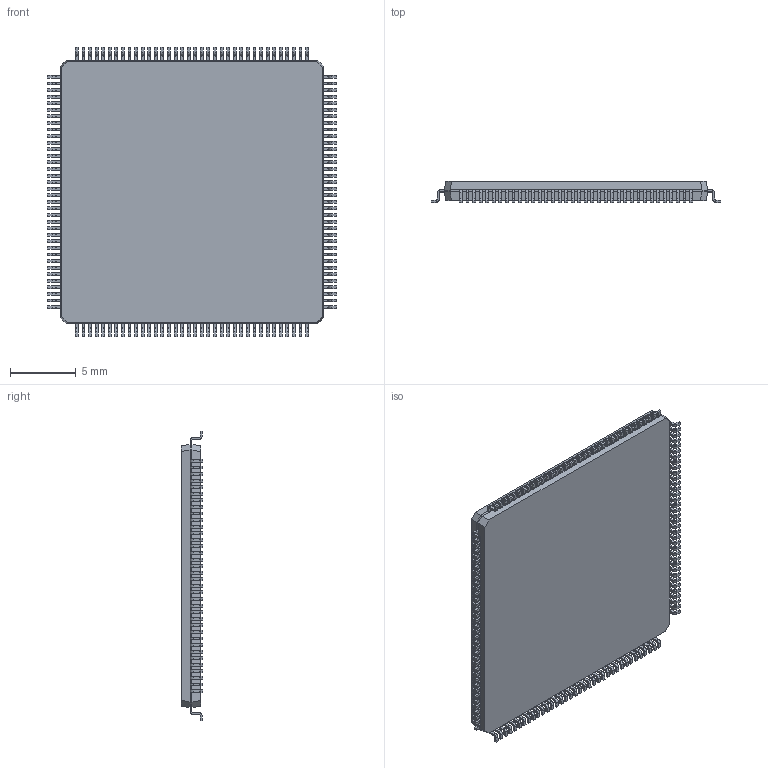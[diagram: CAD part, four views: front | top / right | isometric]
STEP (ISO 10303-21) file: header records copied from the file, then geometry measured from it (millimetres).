
FILE_DESCRIPTION(('FreeCAD Model'),'2;1');
FILE_NAME('Open CASCADE Shape Model','2023-11-18T13:49:04',('Author'),( ''),'Open CASCADE STEP processor 7.6','FreeCAD','Unknown');
FILE_SCHEMA(('AUTOMOTIVE_DESIGN { 1 0 10303 214 1 1 1 1 }'));
Length unit declared in the file: millimetre
Products named in the file (146): XC95144XL-10TQG144C145; XC95144XL-10TQG144C; XC95144XL-10TQG144C001; XC95144XL-10TQG144C002; XC95144XL-10TQG144C003; XC95144XL-10TQG144C004; XC95144XL-10TQG144C005; XC95144XL-10TQG144C006; XC95144XL-10TQG144C007; XC95144XL-10TQG144C008; XC95144XL-10TQG144C009; XC95144XL-10TQG144C010; XC95144XL-10TQG144C011; XC95144XL-10TQG144C012; XC95144XL-10TQG144C013; XC95144XL-10TQG144C014; XC95144XL-10TQG144C015; XC95144XL-10TQG144C016; XC95144XL-10TQG144C017; XC95144XL-10TQG144C018; XC95144XL-10TQG144C019; XC95144XL-10TQG144C020; XC95144XL-10TQG144C021; XC95144XL-10TQG144C022; XC95144XL-10TQG144C023; XC95144XL-10TQG144C024; XC95144XL-10TQG144C025; XC95144XL-10TQG144C026; XC95144XL-10TQG144C027; XC95144XL-10TQG144C028; XC95144XL-10TQG144C029; XC95144XL-10TQG144C030; XC95144XL-10TQG144C031; XC95144XL-10TQG144C032; XC95144XL-10TQG144C033; XC95144XL-10TQG144C034; XC95144XL-10TQG144C035; XC95144XL-10TQG144C036; XC95144XL-10TQG144C037; XC95144XL-10TQG144C038 ...
Assembly tree (145 placements, depth 2):
  XC95144XL-10TQG144C145
    XC95144XL-10TQG144C
    XC95144XL-10TQG144C001
    XC95144XL-10TQG144C002
    XC95144XL-10TQG144C003
    XC95144XL-10TQG144C004
    XC95144XL-10TQG144C005
    XC95144XL-10TQG144C006
    XC95144XL-10TQG144C007
    XC95144XL-10TQG144C008
    XC95144XL-10TQG144C009
    XC95144XL-10TQG144C010
    XC95144XL-10TQG144C011
    XC95144XL-10TQG144C012
    XC95144XL-10TQG144C013
    XC95144XL-10TQG144C014
    XC95144XL-10TQG144C015
    XC95144XL-10TQG144C016
    XC95144XL-10TQG144C017
    XC95144XL-10TQG144C018
    XC95144XL-10TQG144C019
    XC95144XL-10TQG144C020
    XC95144XL-10TQG144C021
    XC95144XL-10TQG144C022
    XC95144XL-10TQG144C023
    XC95144XL-10TQG144C024
    XC95144XL-10TQG144C025
    XC95144XL-10TQG144C026
    XC95144XL-10TQG144C027
    XC95144XL-10TQG144C028
    XC95144XL-10TQG144C029
    XC95144XL-10TQG144C030
    XC95144XL-10TQG144C031
    XC95144XL-10TQG144C032
    XC95144XL-10TQG144C033
    XC95144XL-10TQG144C034
    XC95144XL-10TQG144C035
    XC95144XL-10TQG144C036
    XC95144XL-10TQG144C037
    XC95144XL-10TQG144C038
    XC95144XL-10TQG144C039
    XC95144XL-10TQG144C040
    XC95144XL-10TQG144C041
    XC95144XL-10TQG144C042
    XC95144XL-10TQG144C043
    XC95144XL-10TQG144C044
    XC95144XL-10TQG144C045
    XC95144XL-10TQG144C046
    XC95144XL-10TQG144C047
    XC95144XL-10TQG144C048
    XC95144XL-10TQG144C049
    XC95144XL-10TQG144C050
    XC95144XL-10TQG144C051
    XC95144XL-10TQG144C052
    XC95144XL-10TQG144C053
    XC95144XL-10TQG144C054
    XC95144XL-10TQG144C055
    XC95144XL-10TQG144C056
    XC95144XL-10TQG144C057
    XC95144XL-10TQG144C058
Bounding box: 22 x 1.6 x 22 mm (x, y, z)
Volume: 582.8 mm3; surface area: 1083.2 mm2
Topology: 145 solids, 145 shells, 2042 faces, 5256 edges, 3504 vertices
Faces by surface type: plane 1466, cylinder 576
Entity records: 65777 total; most frequent: CARTESIAN_POINT 10948, DIRECTION 10784, ORIENTED_EDGE 10512, EDGE_CURVE 5256, LINE 4104, VECTOR 4104, VERTEX_POINT 3504, AXIS2_PLACEMENT_3D 3340
